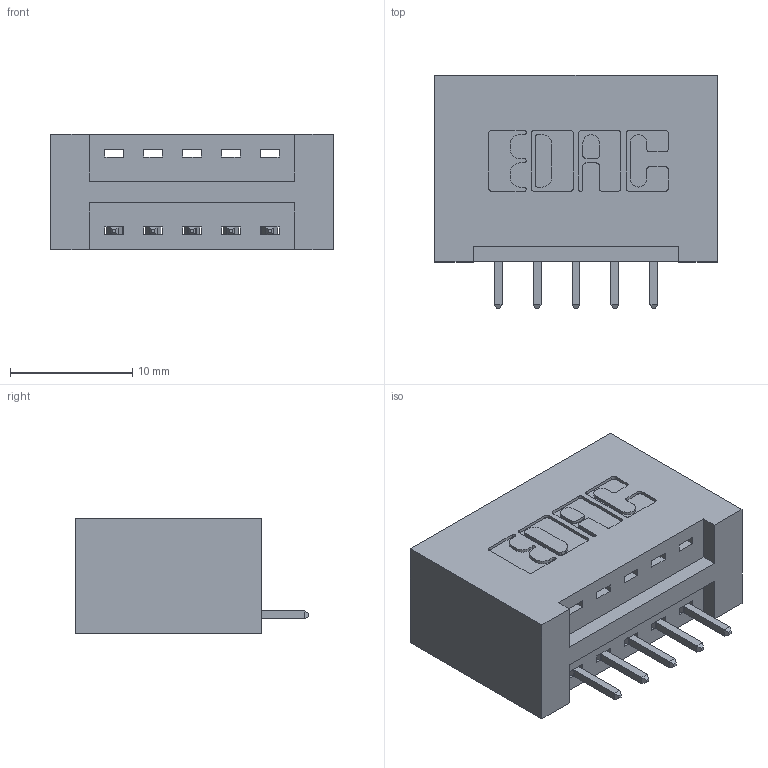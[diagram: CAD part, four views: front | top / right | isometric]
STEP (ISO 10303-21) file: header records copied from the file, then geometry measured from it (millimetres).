
FILE_DESCRIPTION (( 'STEP AP203' ), '1' );
FILE_NAME ('346-005-521-101.STEP', '2022-05-04T17:29:34', ( '' ), ( '' ), 'SwSTEP 2.0', 'SolidWorks 2020', '' );
FILE_SCHEMA (( 'CONFIG_CONTROL_DESIGN' ));
Length unit declared in the file: inch
Products named in the file (3): 346 Part_No Mounting Lugs; 346-005-521-101; 345-292-001_345-293-121
Assembly tree (6 placements, depth 2):
  346-005-521-101
    346 Part_No Mounting Lugs
    345-292-001_345-293-121  x5
Bounding box: 23.11 x 19.05 x 9.4 mm (x, y, z)
Volume: 2492.8 mm3; surface area: 2734.9 mm2
Topology: 6 solids, 6 shells, 404 faces, 1185 edges, 782 vertices
Faces by surface type: plane 272, cylinder 132
Entity records: 7825 total; most frequent: CARTESIAN_POINT 1359, ORIENTED_EDGE 1298, DIRECTION 1239, EDGE_CURVE 649, LINE 505, VECTOR 505, VERTEX_POINT 430, AXIS2_PLACEMENT_3D 367
